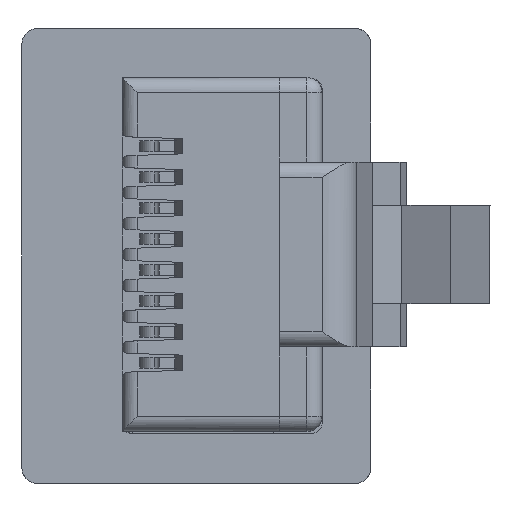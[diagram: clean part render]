
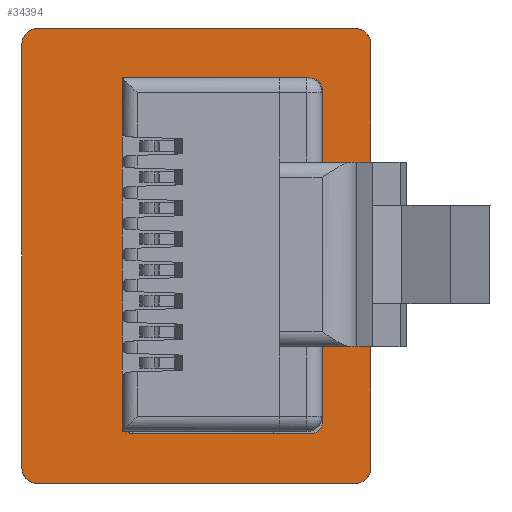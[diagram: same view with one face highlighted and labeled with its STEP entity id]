
A CAD part, front view. The second image highlights one B-rep face of the part: STEP entity #34394.
In plain terms, the highlighted planar face has unit normal (0, -1, 0).
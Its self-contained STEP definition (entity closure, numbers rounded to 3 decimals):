
#65=DIRECTION('',(0.,0.,1.));
#66=VECTOR('',#65,10.58);
#67=CARTESIAN_POINT('',(3.9,-104.523,-5.24));
#68=LINE('',#67,#66);
#69=DIRECTION('',(1.,0.,0.));
#70=VECTOR('',#69,0.05);
#71=CARTESIAN_POINT('',(-2.15,-104.523,5.64));
#72=LINE('',#71,#70);
#73=CARTESIAN_POINT('',(-2.15,-104.523,5.34));
#74=DIRECTION('',(0.,1.,0.));
#75=DIRECTION('',(-1.,0.,0.));
#76=AXIS2_PLACEMENT_3D('',#73,#74,#75);
#78=CARTESIAN_POINT('',(-2.15,-104.523,-5.24));
#79=DIRECTION('',(0.,1.,0.));
#80=DIRECTION('',(0.,0.,-1.));
#81=AXIS2_PLACEMENT_3D('',#78,#79,#80);
#83=CARTESIAN_POINT('',(3.6,-104.523,-5.24));
#84=DIRECTION('',(0.,1.,0.));
#85=DIRECTION('',(1.,0.,0.));
#86=AXIS2_PLACEMENT_3D('',#83,#84,#85);
#88=CARTESIAN_POINT('',(3.6,-104.523,5.34));
#89=DIRECTION('',(0.,1.,0.));
#90=DIRECTION('',(0.,0.,1.));
#91=AXIS2_PLACEMENT_3D('',#88,#89,#90);
#93=CARTESIAN_POINT('',(3.75,-104.523,5.44));
#94=DIRECTION('',(0.,-1.,0.));
#95=DIRECTION('',(1.,0.,0.));
#96=AXIS2_PLACEMENT_3D('',#93,#94,#95);
#98=CARTESIAN_POINT('',(3.75,-104.523,-5.44));
#99=DIRECTION('',(0.,-1.,0.));
#100=DIRECTION('',(0.,0.,-1.));
#101=AXIS2_PLACEMENT_3D('',#98,#99,#100);
#103=DIRECTION('',(1.,0.,0.));
#104=VECTOR('',#103,5.85);
#105=CARTESIAN_POINT('',(-2.1,-104.523,-5.64));
#106=LINE('',#105,#104);
#107=CARTESIAN_POINT('',(3.85,-104.523,-5.54));
#108=DIRECTION('',(0.,1.,0.));
#109=DIRECTION('',(1.,0.,0.));
#110=AXIS2_PLACEMENT_3D('',#107,#108,#109);
#112=DIRECTION('',(0.,0.,-1.));
#113=VECTOR('',#112,2.74);
#114=CARTESIAN_POINT('',(4.15,-104.523,-2.8));
#115=LINE('',#114,#113);
#116=DIRECTION('',(-1.,0.,0.));
#117=VECTOR('',#116,1.6);
#118=CARTESIAN_POINT('',(5.75,-104.523,-2.8));
#119=LINE('',#118,#117);
#120=DIRECTION('',(0.,0.,1.));
#121=VECTOR('',#120,4.2);
#122=CARTESIAN_POINT('',(5.75,-104.523,-7.));
#123=LINE('',#122,#121);
#124=CARTESIAN_POINT('',(5.25,-104.523,-7.));
#125=DIRECTION('',(0.,-1.,0.));
#126=DIRECTION('',(0.,0.,-1.));
#127=AXIS2_PLACEMENT_3D('',#124,#125,#126);
#129=DIRECTION('',(1.,0.,0.));
#130=VECTOR('',#129,10.5);
#131=CARTESIAN_POINT('',(-5.25,-104.523,-7.5));
#132=LINE('',#131,#130);
#133=CARTESIAN_POINT('',(-5.25,-104.523,-7.));
#134=DIRECTION('',(0.,-1.,0.));
#135=DIRECTION('',(-1.,0.,0.));
#136=AXIS2_PLACEMENT_3D('',#133,#134,#135);
#138=DIRECTION('',(0.,0.,-1.));
#139=VECTOR('',#138,14.);
#140=CARTESIAN_POINT('',(-5.75,-104.523,7.));
#141=LINE('',#140,#139);
#142=CARTESIAN_POINT('',(-5.25,-104.523,7.));
#143=DIRECTION('',(0.,-1.,0.));
#144=DIRECTION('',(0.,0.,1.));
#145=AXIS2_PLACEMENT_3D('',#142,#143,#144);
#147=DIRECTION('',(-1.,0.,0.));
#148=VECTOR('',#147,10.5);
#149=CARTESIAN_POINT('',(5.25,-104.523,7.5));
#150=LINE('',#149,#148);
#151=CARTESIAN_POINT('',(5.25,-104.523,7.));
#152=DIRECTION('',(0.,-1.,0.));
#153=DIRECTION('',(1.,0.,0.));
#154=AXIS2_PLACEMENT_3D('',#151,#152,#153);
#156=DIRECTION('',(0.,0.,1.));
#157=VECTOR('',#156,4.2);
#158=CARTESIAN_POINT('',(5.75,-104.523,2.8));
#159=LINE('',#158,#157);
#160=DIRECTION('',(0.,0.,-1.));
#161=VECTOR('',#160,2.74);
#162=CARTESIAN_POINT('',(4.15,-104.523,5.54));
#163=LINE('',#162,#161);
#164=CARTESIAN_POINT('',(3.85,-104.523,5.54));
#165=DIRECTION('',(0.,1.,0.));
#166=DIRECTION('',(0.,0.,1.));
#167=AXIS2_PLACEMENT_3D('',#164,#165,#166);
#169=DIRECTION('',(1.,0.,0.));
#170=VECTOR('',#169,5.95);
#171=CARTESIAN_POINT('',(-2.1,-104.523,5.84));
#172=LINE('',#171,#170);
#177=DIRECTION('',(0.,0.,-1.));
#178=VECTOR('',#177,0.2);
#179=CARTESIAN_POINT('',(-2.1,-104.523,5.84));
#180=LINE('',#179,#178);
#229=DIRECTION('',(1.,0.,0.));
#230=VECTOR('',#229,5.95);
#231=CARTESIAN_POINT('',(-2.1,-104.523,-5.84));
#232=LINE('',#231,#230);
#257=DIRECTION('',(0.,0.,-1.));
#258=VECTOR('',#257,0.2);
#259=CARTESIAN_POINT('',(-2.1,-104.523,-5.64));
#260=LINE('',#259,#258);
#285=DIRECTION('',(0.,0.,-1.));
#286=VECTOR('',#285,10.88);
#287=CARTESIAN_POINT('',(3.95,-104.523,5.44));
#288=LINE('',#287,#286);
#301=DIRECTION('',(1.,0.,0.));
#302=VECTOR('',#301,0.15);
#303=CARTESIAN_POINT('',(3.6,-104.523,5.64));
#304=LINE('',#303,#302);
#479=DIRECTION('',(-1.,0.,0.));
#480=VECTOR('',#479,1.6);
#481=CARTESIAN_POINT('',(5.75,-104.523,2.8));
#482=LINE('',#481,#480);
#24428=DIRECTION('',(0.,0.,-1.));
#24429=VECTOR('',#24428,10.58);
#24430=CARTESIAN_POINT('',(-2.45,-104.523,5.34));
#24431=LINE('',#24430,#24429);
#24562=DIRECTION('',(1.,0.,0.));
#24563=VECTOR('',#24562,5.75);
#24564=CARTESIAN_POINT('',(-2.15,-104.523,-5.54));
#24565=LINE('',#24564,#24563);
#28677=CARTESIAN_POINT('',(3.6,-104.523,-5.54));
#28679=VERTEX_POINT('',#28677);
#29208=CARTESIAN_POINT('',(4.15,-104.523,-2.8));
#29209=CARTESIAN_POINT('',(4.15,-104.523,-5.54));
#29210=VERTEX_POINT('',#29208);
#29211=VERTEX_POINT('',#29209);
#29219=CARTESIAN_POINT('',(-2.45,-104.523,5.34));
#29220=CARTESIAN_POINT('',(-2.45,-104.523,-5.24));
#29221=VERTEX_POINT('',#29219);
#29222=VERTEX_POINT('',#29220);
#29772=CARTESIAN_POINT('',(5.75,-104.523,-2.8));
#29773=VERTEX_POINT('',#29772);
#30098=CARTESIAN_POINT('',(3.85,-104.523,5.84));
#30099=CARTESIAN_POINT('',(4.15,-104.523,5.54));
#30100=VERTEX_POINT('',#30098);
#30101=VERTEX_POINT('',#30099);
#30528=CARTESIAN_POINT('',(-2.1,-104.523,5.84));
#30530=VERTEX_POINT('',#30528);
#30598=CARTESIAN_POINT('',(5.25,-104.523,7.5));
#30599=CARTESIAN_POINT('',(-5.25,-104.523,7.5));
#30600=VERTEX_POINT('',#30598);
#30601=VERTEX_POINT('',#30599);
#30870=CARTESIAN_POINT('',(5.75,-104.523,2.8));
#30871=CARTESIAN_POINT('',(4.15,-104.523,2.8));
#30872=VERTEX_POINT('',#30870);
#30873=VERTEX_POINT('',#30871);
#30960=CARTESIAN_POINT('',(-2.15,-104.523,-5.54));
#30961=VERTEX_POINT('',#30960);
#31388=CARTESIAN_POINT('',(3.6,-104.523,5.64));
#31389=CARTESIAN_POINT('',(3.75,-104.523,5.64));
#31390=VERTEX_POINT('',#31388);
#31391=VERTEX_POINT('',#31389);
#31442=CARTESIAN_POINT('',(3.9,-104.523,-5.24));
#31443=CARTESIAN_POINT('',(3.9,-104.523,5.34));
#31444=VERTEX_POINT('',#31442);
#31445=VERTEX_POINT('',#31443);
#31497=CARTESIAN_POINT('',(5.25,-104.523,-7.5));
#31499=VERTEX_POINT('',#31497);
#31922=CARTESIAN_POINT('',(-2.1,-104.523,-5.84));
#31923=CARTESIAN_POINT('',(3.85,-104.523,-5.84));
#31924=VERTEX_POINT('',#31922);
#31925=VERTEX_POINT('',#31923);
#31951=CARTESIAN_POINT('',(-2.15,-104.523,5.64));
#31952=VERTEX_POINT('',#31951);
#32368=CARTESIAN_POINT('',(5.75,-104.523,7.));
#32369=VERTEX_POINT('',#32368);
#32637=CARTESIAN_POINT('',(-5.75,-104.523,7.));
#32638=CARTESIAN_POINT('',(-5.75,-104.523,-7.));
#32639=VERTEX_POINT('',#32637);
#32640=VERTEX_POINT('',#32638);
#32733=CARTESIAN_POINT('',(-5.25,-104.523,-7.5));
#32734=VERTEX_POINT('',#32733);
#32770=CARTESIAN_POINT('',(-2.1,-104.523,-5.64));
#32772=VERTEX_POINT('',#32770);
#33058=CARTESIAN_POINT('',(3.95,-104.523,5.44));
#33059=VERTEX_POINT('',#33058);
#33149=CARTESIAN_POINT('',(-2.1,-104.523,5.64));
#33150=VERTEX_POINT('',#33149);
#33231=CARTESIAN_POINT('',(5.75,-104.523,-7.));
#33232=VERTEX_POINT('',#33231);
#33562=CARTESIAN_POINT('',(3.75,-104.523,-5.64));
#33563=VERTEX_POINT('',#33562);
#33660=CARTESIAN_POINT('',(3.95,-104.523,-5.44));
#33661=VERTEX_POINT('',#33660);
#34325=CARTESIAN_POINT('',(0.,-104.523,0.));
#34326=DIRECTION('',(0.,-1.,0.));
#34327=DIRECTION('',(0.,0.,1.));
#34328=AXIS2_PLACEMENT_3D('',#34325,#34326,#34327);
#34329=PLANE('',#34328);
#34331=ORIENTED_EDGE('',*,*,#34330,.F.);
#34333=ORIENTED_EDGE('',*,*,#34332,.F.);
#34335=ORIENTED_EDGE('',*,*,#34334,.T.);
#34337=ORIENTED_EDGE('',*,*,#34336,.F.);
#34339=ORIENTED_EDGE('',*,*,#34338,.T.);
#34341=ORIENTED_EDGE('',*,*,#34340,.F.);
#34342=ORIENTED_EDGE('',*,*,#34315,.T.);
#34343=ORIENTED_EDGE('',*,*,#34305,.F.);
#34345=ORIENTED_EDGE('',*,*,#34344,.T.);
#34347=ORIENTED_EDGE('',*,*,#34346,.F.);
#34349=ORIENTED_EDGE('',*,*,#34348,.T.);
#34351=ORIENTED_EDGE('',*,*,#34350,.F.);
#34353=ORIENTED_EDGE('',*,*,#34352,.F.);
#34355=ORIENTED_EDGE('',*,*,#34354,.T.);
#34357=ORIENTED_EDGE('',*,*,#34356,.T.);
#34359=ORIENTED_EDGE('',*,*,#34358,.F.);
#34361=ORIENTED_EDGE('',*,*,#34360,.F.);
#34363=ORIENTED_EDGE('',*,*,#34362,.F.);
#34365=ORIENTED_EDGE('',*,*,#34364,.F.);
#34367=ORIENTED_EDGE('',*,*,#34366,.F.);
#34369=ORIENTED_EDGE('',*,*,#34368,.F.);
#34371=ORIENTED_EDGE('',*,*,#34370,.F.);
#34373=ORIENTED_EDGE('',*,*,#34372,.F.);
#34375=ORIENTED_EDGE('',*,*,#34374,.F.);
#34377=ORIENTED_EDGE('',*,*,#34376,.F.);
#34379=ORIENTED_EDGE('',*,*,#34378,.F.);
#34381=ORIENTED_EDGE('',*,*,#34380,.F.);
#34383=ORIENTED_EDGE('',*,*,#34382,.T.);
#34385=ORIENTED_EDGE('',*,*,#34384,.F.);
#34387=ORIENTED_EDGE('',*,*,#34386,.F.);
#34389=ORIENTED_EDGE('',*,*,#34388,.F.);
#34391=ORIENTED_EDGE('',*,*,#34390,.T.);
#34392=EDGE_LOOP('',(#34331,#34333,#34335,#34337,#34339,#34341,#34342,#34343,
#34345,#34347,#34349,#34351,#34353,#34355,#34357,#34359,#34361,#34363,#34365,
#34367,#34369,#34371,#34373,#34375,#34377,#34379,#34381,#34383,#34385,#34387,
#34389,#34391));
#34393=FACE_OUTER_BOUND('',#34392,.F.);
#34394=ADVANCED_FACE('',(#34393),#34329,.T.);
#77=CIRCLE('',#76,0.3);
#82=CIRCLE('',#81,0.3);
#87=CIRCLE('',#86,0.3);
#92=CIRCLE('',#91,0.3);
#97=CIRCLE('',#96,0.2);
#102=CIRCLE('',#101,0.2);
#111=CIRCLE('',#110,0.3);
#128=CIRCLE('',#127,0.5);
#137=CIRCLE('',#136,0.5);
#146=CIRCLE('',#145,0.5);
#155=CIRCLE('',#154,0.5);
#168=CIRCLE('',#167,0.3);
#34305=EDGE_CURVE('',#31390,#31445,#92,.T.);
#34315=EDGE_CURVE('',#31444,#31445,#68,.T.);
#34330=EDGE_CURVE('',#31952,#33150,#72,.T.);
#34332=EDGE_CURVE('',#29221,#31952,#77,.T.);
#34334=EDGE_CURVE('',#29221,#29222,#24431,.T.);
#34336=EDGE_CURVE('',#30961,#29222,#82,.T.);
#34338=EDGE_CURVE('',#30961,#28679,#24565,.T.);
#34340=EDGE_CURVE('',#31444,#28679,#87,.T.);
#34344=EDGE_CURVE('',#31390,#31391,#304,.T.);
#34346=EDGE_CURVE('',#33059,#31391,#97,.T.);
#34348=EDGE_CURVE('',#33059,#33661,#288,.T.);
#34350=EDGE_CURVE('',#33563,#33661,#102,.T.);
#34352=EDGE_CURVE('',#32772,#33563,#106,.T.);
#34354=EDGE_CURVE('',#32772,#31924,#260,.T.);
#34356=EDGE_CURVE('',#31924,#31925,#232,.T.);
#34358=EDGE_CURVE('',#29211,#31925,#111,.T.);
#34360=EDGE_CURVE('',#29210,#29211,#115,.T.);
#34362=EDGE_CURVE('',#29773,#29210,#119,.T.);
#34364=EDGE_CURVE('',#33232,#29773,#123,.T.);
#34366=EDGE_CURVE('',#31499,#33232,#128,.T.);
#34368=EDGE_CURVE('',#32734,#31499,#132,.T.);
#34370=EDGE_CURVE('',#32640,#32734,#137,.T.);
#34372=EDGE_CURVE('',#32639,#32640,#141,.T.);
#34374=EDGE_CURVE('',#30601,#32639,#146,.T.);
#34376=EDGE_CURVE('',#30600,#30601,#150,.T.);
#34378=EDGE_CURVE('',#32369,#30600,#155,.T.);
#34380=EDGE_CURVE('',#30872,#32369,#159,.T.);
#34382=EDGE_CURVE('',#30872,#30873,#482,.T.);
#34384=EDGE_CURVE('',#30101,#30873,#163,.T.);
#34386=EDGE_CURVE('',#30100,#30101,#168,.T.);
#34388=EDGE_CURVE('',#30530,#30100,#172,.T.);
#34390=EDGE_CURVE('',#30530,#33150,#180,.T.);
